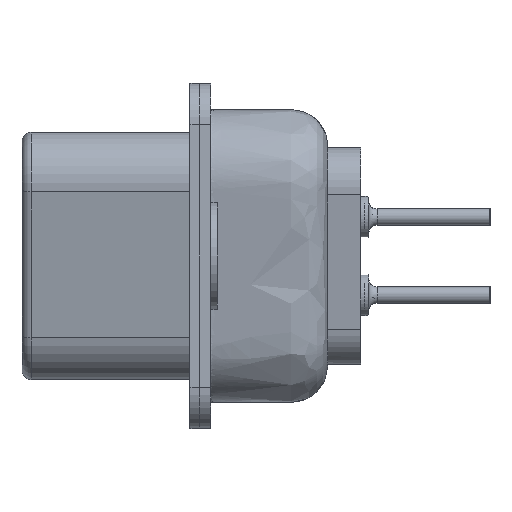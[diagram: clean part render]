
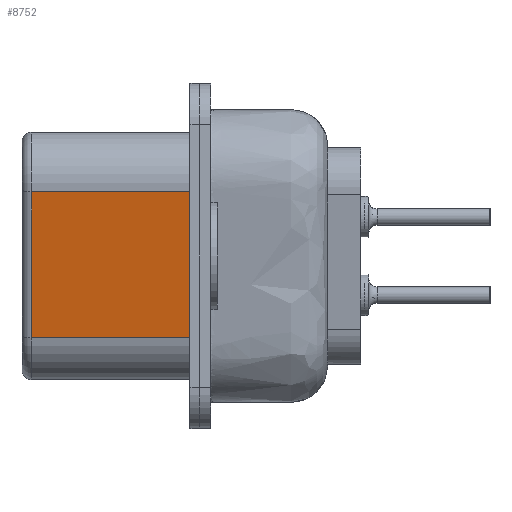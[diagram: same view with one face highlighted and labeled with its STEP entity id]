
A CAD part, left-side view. The second image highlights one B-rep face of the part: STEP entity #8752.
In plain terms, the highlighted planar face has unit normal (-0.985, 0, -0.174).
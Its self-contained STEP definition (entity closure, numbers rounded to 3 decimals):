
#1109=LINE('',#23021,#1794);
#1127=LINE('',#23080,#1812);
#1131=LINE('',#23092,#1816);
#1132=LINE('',#23096,#1817);
#1794=VECTOR('',#11563,1000.);
#1812=VECTOR('',#11637,1000.);
#1816=VECTOR('',#11653,1000.);
#1817=VECTOR('',#11658,1000.);
#3411=ORIENTED_EDGE('',*,*,#5224,.F.);
#3412=ORIENTED_EDGE('',*,*,#5232,.T.);
#3413=ORIENTED_EDGE('',*,*,#5230,.T.);
#3414=ORIENTED_EDGE('',*,*,#5193,.F.);
#5193=EDGE_CURVE('',#6256,#6257,#1109,.T.);
#5224=EDGE_CURVE('',#6269,#6256,#1127,.T.);
#5230=EDGE_CURVE('',#6272,#6257,#1131,.F.);
#5232=EDGE_CURVE('',#6269,#6272,#1132,.F.);
#6256=VERTEX_POINT('',#23020);
#6257=VERTEX_POINT('',#23022);
#6269=VERTEX_POINT('',#23079);
#6272=VERTEX_POINT('',#23093);
#7323=EDGE_LOOP('',(#3411,#3412,#3413,#3414));
#8063=FACE_BOUND('',#7323,.T.);
#8422=PLANE('',#9607);
#8752=ADVANCED_FACE('',(#8063),#8422,.F.);
#9607=AXIS2_PLACEMENT_3D('',#23095,#11656,#11657);
#11563=DIRECTION('',(0.174,0.,-0.985));
#11637=DIRECTION('',(0.,-1.,0.));
#11653=DIRECTION('',(0.,1.,0.));
#11656=DIRECTION('',(0.985,0.,0.174));
#11657=DIRECTION('',(0.174,0.,-0.985));
#11658=DIRECTION('',(-0.174,0.,0.985));
#23020=CARTESIAN_POINT('',(-19.802,0.,2.329));
#23021=CARTESIAN_POINT('',(-20.378,0.,5.594));
#23022=CARTESIAN_POINT('',(-18.867,0.,-2.971));
#23079=CARTESIAN_POINT('',(-19.802,5.75,2.329));
#23080=CARTESIAN_POINT('',(-19.802,6.1,2.329));
#23092=CARTESIAN_POINT('',(-18.867,6.1,-2.971));
#23093=CARTESIAN_POINT('',(-18.867,5.75,-2.971));
#23095=CARTESIAN_POINT('',(-18.867,6.1,-2.971));
#23096=CARTESIAN_POINT('',(-18.867,5.75,-2.971));
